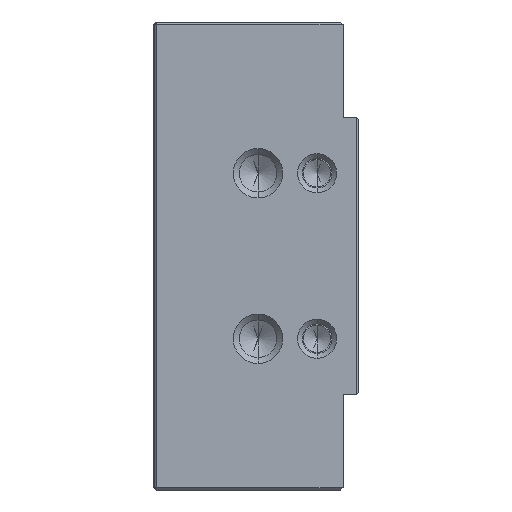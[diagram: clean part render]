
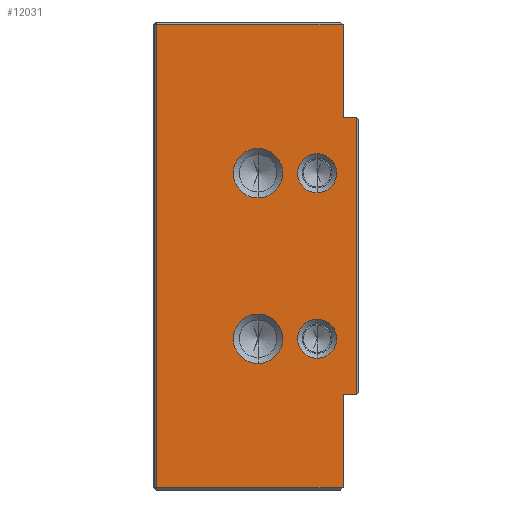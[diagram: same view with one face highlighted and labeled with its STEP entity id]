
A CAD part, left-side view. The second image highlights one B-rep face of the part: STEP entity #12031.
In plain terms, the highlighted face is planar.
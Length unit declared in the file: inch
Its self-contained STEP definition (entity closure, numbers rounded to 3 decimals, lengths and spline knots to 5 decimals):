
#108 = EDGE_LOOP ( 'NONE', ( #333, #13277 ) ) ;
#149 = ORIENTED_EDGE ( 'NONE', *, *, #7818, .F. ) ;
#159 = EDGE_LOOP ( 'NONE', ( #7362, #1855, #149, #2462, #3712, #11374, #1086, #365 ) ) ;
#318 = DIRECTION ( 'NONE',  ( 0., 0., -1. ) ) ;
#333 = ORIENTED_EDGE ( 'NONE', *, *, #8774, .T. ) ;
#365 = ORIENTED_EDGE ( 'NONE', *, *, #10355, .F. ) ;
#450 = LINE ( 'NONE', #2772, #13168 ) ;
#452 = DIRECTION ( 'NONE',  ( 0., 0., -1. ) ) ;
#588 = CARTESIAN_POINT ( 'NONE',  ( -0.26735, 0.175, 0. ) ) ;
#595 = FACE_BOUND ( 'NONE', #3440, .T. ) ;
#622 = EDGE_LOOP ( 'NONE', ( #11869, #2260 ) ) ;
#859 = CARTESIAN_POINT ( 'NONE',  ( 0.5875, 0.065, 0. ) ) ;
#1086 = ORIENTED_EDGE ( 'NONE', *, *, #4312, .T. ) ;
#1286 = DIRECTION ( 'NONE',  ( 0., 1., 0. ) ) ;
#1496 = CARTESIAN_POINT ( 'NONE',  ( 0.98, 0.065, 0. ) ) ;
#1510 = VECTOR ( 'NONE', #2931, 39.37008 ) ;
#1511 = CARTESIAN_POINT ( 'NONE',  ( 0.99, 0.855, 0. ) ) ;
#1661 = DIRECTION ( 'NONE',  ( 0., 0., 1. ) ) ;
#1855 = ORIENTED_EDGE ( 'NONE', *, *, #10413, .T. ) ;
#1887 = CARTESIAN_POINT ( 'NONE',  ( 0.99, 0.065, 0. ) ) ;
#1906 = EDGE_CURVE ( 'NONE', #7045, #9657, #12303, .T. ) ;
#1991 = CARTESIAN_POINT ( 'NONE',  ( -0.35, 0.425, 0. ) ) ;
#2075 = LINE ( 'NONE', #2344, #4483 ) ;
#2086 = CARTESIAN_POINT ( 'NONE',  ( 0.35, 0.175, 0. ) ) ;
#2098 = ORIENTED_EDGE ( 'NONE', *, *, #8712, .F. ) ;
#2260 = ORIENTED_EDGE ( 'NONE', *, *, #5436, .T. ) ;
#2281 = LINE ( 'NONE', #859, #10514 ) ;
#2344 = CARTESIAN_POINT ( 'NONE',  ( 0.99, 0.01, 0. ) ) ;
#2390 = LINE ( 'NONE', #5367, #12722 ) ;
#2462 = ORIENTED_EDGE ( 'NONE', *, *, #6004, .F. ) ;
#2502 = CARTESIAN_POINT ( 'NONE',  ( -0.98, 0.855, 0. ) ) ;
#2772 = CARTESIAN_POINT ( 'NONE',  ( -0.5875, 0.065, 0. ) ) ;
#2775 = VERTEX_POINT ( 'NONE', #10564 ) ;
#2918 = VERTEX_POINT ( 'NONE', #588 ) ;
#2931 = DIRECTION ( 'NONE',  ( -1., 0., 0. ) ) ;
#2951 = AXIS2_PLACEMENT_3D ( 'NONE', #1991, #9202, #3026 ) ;
#3017 = FACE_BOUND ( 'NONE', #10663, .T. ) ;
#3026 = DIRECTION ( 'NONE',  ( 1., 0., 0. ) ) ;
#3083 = DIRECTION ( 'NONE',  ( 0., 0., 1. ) ) ;
#3130 = DIRECTION ( 'NONE',  ( -1., 0., 0. ) ) ;
#3174 = AXIS2_PLACEMENT_3D ( 'NONE', #6486, #318, #7514 ) ;
#3349 = EDGE_CURVE ( 'NONE', #6378, #2775, #12683, .T. ) ;
#3440 = EDGE_LOOP ( 'NONE', ( #9516, #2098 ) ) ;
#3620 = LINE ( 'NONE', #4680, #9102 ) ;
#3666 = PLANE ( 'NONE',  #5674 ) ;
#3711 = CIRCLE ( 'NONE', #7469, 0.1045 ) ;
#3712 = ORIENTED_EDGE ( 'NONE', *, *, #4112, .T. ) ;
#3713 = DIRECTION ( 'NONE',  ( 0., 0., -1. ) ) ;
#3828 = CIRCLE ( 'NONE', #3174, 0.08265 ) ;
#3989 = VERTEX_POINT ( 'NONE', #13034 ) ;
#4112 = EDGE_CURVE ( 'NONE', #10451, #6280, #5235, .T. ) ;
#4181 = VERTEX_POINT ( 'NONE', #10563 ) ;
#4312 = EDGE_CURVE ( 'NONE', #8017, #3989, #3620, .T. ) ;
#4424 = CARTESIAN_POINT ( 'NONE',  ( -0.35, 0.425, 0. ) ) ;
#4483 = VECTOR ( 'NONE', #11580, 39.37008 ) ;
#4527 = DIRECTION ( 'NONE',  ( 0., -1., 0. ) ) ;
#4625 = VERTEX_POINT ( 'NONE', #5125 ) ;
#4635 = CARTESIAN_POINT ( 'NONE',  ( -0.5875, 0.01, 0. ) ) ;
#4680 = CARTESIAN_POINT ( 'NONE',  ( -0.98, 0.065, 0. ) ) ;
#4909 = EDGE_CURVE ( 'NONE', #5231, #6063, #5863, .T. ) ;
#5125 = CARTESIAN_POINT ( 'NONE',  ( -0.43265, 0.175, 0. ) ) ;
#5231 = VERTEX_POINT ( 'NONE', #7771 ) ;
#5235 = LINE ( 'NONE', #11144, #10406 ) ;
#5367 = CARTESIAN_POINT ( 'NONE',  ( -0.99, 0.065, 0. ) ) ;
#5436 = EDGE_CURVE ( 'NONE', #4625, #2918, #7477, .T. ) ;
#5463 = DIRECTION ( 'NONE',  ( 1., 0., 0. ) ) ;
#5674 = AXIS2_PLACEMENT_3D ( 'NONE', #8857, #3713, #10920 ) ;
#5863 = CIRCLE ( 'NONE', #8916, 0.1045 ) ;
#6004 = EDGE_CURVE ( 'NONE', #10451, #6853, #6667, .T. ) ;
#6008 = DIRECTION ( 'NONE',  ( 0., 0., -1. ) ) ;
#6063 = VERTEX_POINT ( 'NONE', #8996 ) ;
#6205 = EDGE_CURVE ( 'NONE', #6280, #8017, #13264, .T. ) ;
#6280 = VERTEX_POINT ( 'NONE', #8809 ) ;
#6378 = VERTEX_POINT ( 'NONE', #10913 ) ;
#6409 = DIRECTION ( 'NONE',  ( -1., 0., 0. ) ) ;
#6463 = CIRCLE ( 'NONE', #8853, 0.08265 ) ;
#6486 = CARTESIAN_POINT ( 'NONE',  ( -0.35, 0.175, 0. ) ) ;
#6622 = CARTESIAN_POINT ( 'NONE',  ( 0.35, 0.175, 0. ) ) ;
#6643 = ORIENTED_EDGE ( 'NONE', *, *, #1906, .F. ) ;
#6667 = LINE ( 'NONE', #1887, #1510 ) ;
#6853 = VERTEX_POINT ( 'NONE', #6936 ) ;
#6936 = CARTESIAN_POINT ( 'NONE',  ( 0.5875, 0.065, 0. ) ) ;
#7033 = DIRECTION ( 'NONE',  ( 0., -1., 0. ) ) ;
#7045 = VERTEX_POINT ( 'NONE', #9807 ) ;
#7362 = ORIENTED_EDGE ( 'NONE', *, *, #11611, .T. ) ;
#7462 = VERTEX_POINT ( 'NONE', #10015 ) ;
#7463 = VECTOR ( 'NONE', #12862, 39.37008 ) ;
#7469 = AXIS2_PLACEMENT_3D ( 'NONE', #9255, #3083, #10289 ) ;
#7477 = CIRCLE ( 'NONE', #12799, 0.08265 ) ;
#7514 = DIRECTION ( 'NONE',  ( -1., 0., 0. ) ) ;
#7646 = DIRECTION ( 'NONE',  ( -1., 0., 0. ) ) ;
#7771 = CARTESIAN_POINT ( 'NONE',  ( 0.4545, 0.425, 0. ) ) ;
#7818 = EDGE_CURVE ( 'NONE', #6853, #4181, #2281, .T. ) ;
#7830 = CARTESIAN_POINT ( 'NONE',  ( 0.35, 0.425, 0. ) ) ;
#8017 = VERTEX_POINT ( 'NONE', #2502 ) ;
#8182 = FACE_BOUND ( 'NONE', #622, .T. ) ;
#8183 = AXIS2_PLACEMENT_3D ( 'NONE', #4424, #11638, #5463 ) ;
#8300 = AXIS2_PLACEMENT_3D ( 'NONE', #6622, #452, #7646 ) ;
#8416 = CARTESIAN_POINT ( 'NONE',  ( -0.4545, 0.425, 0. ) ) ;
#8513 = FACE_OUTER_BOUND ( 'NONE', #159, .T. ) ;
#8712 = EDGE_CURVE ( 'NONE', #6063, #5231, #3711, .T. ) ;
#8774 = EDGE_CURVE ( 'NONE', #2775, #6378, #6463, .T. ) ;
#8809 = CARTESIAN_POINT ( 'NONE',  ( 0.98, 0.855, 0. ) ) ;
#8841 = DIRECTION ( 'NONE',  ( 0., -1., 0. ) ) ;
#8853 = AXIS2_PLACEMENT_3D ( 'NONE', #2086, #9297, #3130 ) ;
#8857 = CARTESIAN_POINT ( 'NONE',  ( 0.99, 0., 0. ) ) ;
#8872 = DIRECTION ( 'NONE',  ( 1., 0., 0. ) ) ;
#8916 = AXIS2_PLACEMENT_3D ( 'NONE', #7830, #1661, #8872 ) ;
#8996 = CARTESIAN_POINT ( 'NONE',  ( 0.2455, 0.425, 0. ) ) ;
#9102 = VECTOR ( 'NONE', #8841, 39.37008 ) ;
#9202 = DIRECTION ( 'NONE',  ( 0., 0., 1. ) ) ;
#9255 = CARTESIAN_POINT ( 'NONE',  ( 0.35, 0.425, 0. ) ) ;
#9297 = DIRECTION ( 'NONE',  ( 0., 0., -1. ) ) ;
#9516 = ORIENTED_EDGE ( 'NONE', *, *, #4909, .F. ) ;
#9657 = VERTEX_POINT ( 'NONE', #8416 ) ;
#9807 = CARTESIAN_POINT ( 'NONE',  ( -0.2455, 0.425, 0. ) ) ;
#10015 = CARTESIAN_POINT ( 'NONE',  ( -0.5875, 0.065, 0. ) ) ;
#10289 = DIRECTION ( 'NONE',  ( 1., 0., 0. ) ) ;
#10355 = EDGE_CURVE ( 'NONE', #7462, #3989, #2390, .T. ) ;
#10406 = VECTOR ( 'NONE', #1286, 39.37008 ) ;
#10413 = EDGE_CURVE ( 'NONE', #11281, #4181, #2075, .T. ) ;
#10451 = VERTEX_POINT ( 'NONE', #1496 ) ;
#10514 = VECTOR ( 'NONE', #7033, 39.37008 ) ;
#10563 = CARTESIAN_POINT ( 'NONE',  ( 0.5875, 0.01, 0. ) ) ;
#10564 = CARTESIAN_POINT ( 'NONE',  ( 0.43265, 0.175, 0. ) ) ;
#10663 = EDGE_LOOP ( 'NONE', ( #6643, #11762 ) ) ;
#10911 = FACE_BOUND ( 'NONE', #108, .T. ) ;
#10913 = CARTESIAN_POINT ( 'NONE',  ( 0.26735, 0.175, 0. ) ) ;
#10920 = DIRECTION ( 'NONE',  ( -1., 0., 0. ) ) ;
#11144 = CARTESIAN_POINT ( 'NONE',  ( 0.98, 0., 0. ) ) ;
#11281 = VERTEX_POINT ( 'NONE', #4635 ) ;
#11300 = CIRCLE ( 'NONE', #8183, 0.1045 ) ;
#11374 = ORIENTED_EDGE ( 'NONE', *, *, #6205, .T. ) ;
#11391 = EDGE_CURVE ( 'NONE', #2918, #4625, #3828, .T. ) ;
#11580 = DIRECTION ( 'NONE',  ( 1., 0., 0. ) ) ;
#11611 = EDGE_CURVE ( 'NONE', #7462, #11281, #450, .T. ) ;
#11638 = DIRECTION ( 'NONE',  ( 0., 0., 1. ) ) ;
#11762 = ORIENTED_EDGE ( 'NONE', *, *, #12509, .F. ) ;
#11869 = ORIENTED_EDGE ( 'NONE', *, *, #11391, .T. ) ;
#12031 = ADVANCED_FACE ( 'NONE', ( #10911, #8182, #595, #3017, #8513 ), #3666, .F. ) ;
#12186 = CARTESIAN_POINT ( 'NONE',  ( -0.35, 0.175, 0. ) ) ;
#12303 = CIRCLE ( 'NONE', #2951, 0.1045 ) ;
#12509 = EDGE_CURVE ( 'NONE', #9657, #7045, #11300, .T. ) ;
#12683 = CIRCLE ( 'NONE', #8300, 0.08265 ) ;
#12722 = VECTOR ( 'NONE', #6409, 39.37008 ) ;
#12799 = AXIS2_PLACEMENT_3D ( 'NONE', #12186, #6008, #13211 ) ;
#12862 = DIRECTION ( 'NONE',  ( -1., 0., 0. ) ) ;
#13034 = CARTESIAN_POINT ( 'NONE',  ( -0.98, 0.065, 0. ) ) ;
#13168 = VECTOR ( 'NONE', #4527, 39.37008 ) ;
#13211 = DIRECTION ( 'NONE',  ( -1., 0., 0. ) ) ;
#13264 = LINE ( 'NONE', #1511, #7463 ) ;
#13277 = ORIENTED_EDGE ( 'NONE', *, *, #3349, .T. ) ;
